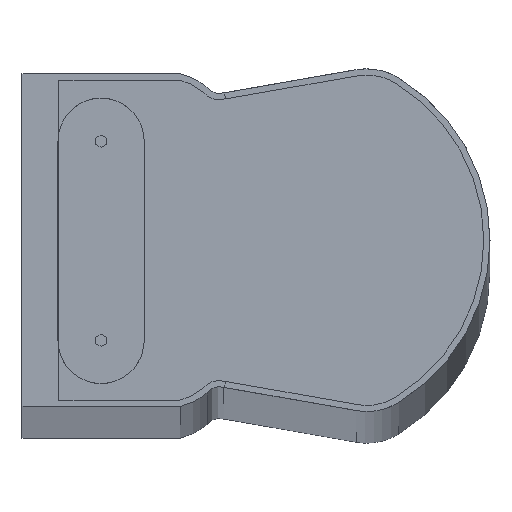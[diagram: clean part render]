
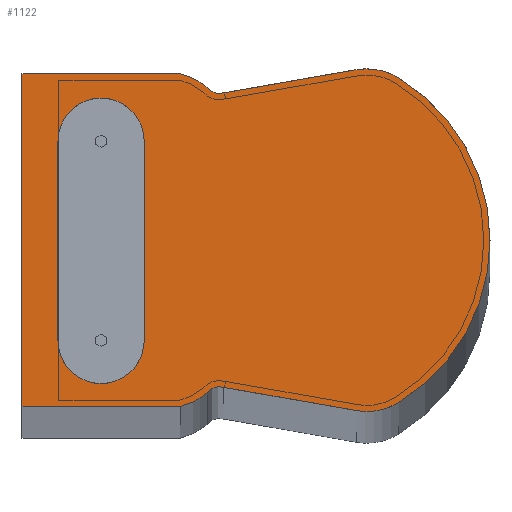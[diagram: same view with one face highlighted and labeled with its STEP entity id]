
A CAD part, top view. The second image highlights one B-rep face of the part: STEP entity #1122.
In plain terms, the highlighted face is planar.
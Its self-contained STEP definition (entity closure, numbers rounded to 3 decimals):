
#29 = VERTEX_POINT ( 'NONE', #1976 ) ;
#71 = AXIS2_PLACEMENT_3D ( 'NONE', #1421, #627, #1106 ) ;
#83 = VERTEX_POINT ( 'NONE', #1042 ) ;
#86 = CARTESIAN_POINT ( 'NONE',  ( -13.5, 737.5, 0. ) ) ;
#90 = CARTESIAN_POINT ( 'NONE',  ( 13.5, 737.5, -12.842 ) ) ;
#94 = EDGE_CURVE ( 'NONE', #1718, #1354, #879, .T. ) ;
#105 = VERTEX_POINT ( 'NONE', #566 ) ;
#115 = EDGE_CURVE ( 'NONE', #1792, #1465, #1748, .T. ) ;
#126 = EDGE_CURVE ( 'NONE', #105, #1548, #797, .T. ) ;
#181 = B_SPLINE_CURVE_WITH_KNOTS ( 'NONE', 2,
 ( #1561, #196, #324 ),
 .UNSPECIFIED., .F., .F.,
 ( 3, 3 ),
 ( 0.5, 0.501 ),
 .UNSPECIFIED. ) ;
#184 = EDGE_CURVE ( 'NONE', #1465, #29, #842, .T. ) ;
#189 = EDGE_CURVE ( 'NONE', #662, #105, #1874, .T. ) ;
#196 = CARTESIAN_POINT ( 'NONE',  ( 13.305, 737.5, -13.884 ) ) ;
#221 = ORIENTED_EDGE ( 'NONE', *, *, #94, .T. ) ;
#236 = CARTESIAN_POINT ( 'NONE',  ( 8.145, 737.5, -9.922 ) ) ;
#247 = DIRECTION ( 'NONE',  ( 0., 1., 0. ) ) ;
#268 = EDGE_CURVE ( 'NONE', #1548, #1910, #456, .T. ) ;
#274 = CARTESIAN_POINT ( 'NONE',  ( 13.111, 737.5, -16.024 ) ) ;
#282 = CIRCLE ( 'NONE', #1280, 1.218 ) ;
#293 = CARTESIAN_POINT ( 'NONE',  ( 13.188, 737.5, -30.59 ) ) ;
#310 = DIRECTION ( 'NONE',  ( 1., 0., 0. ) ) ;
#324 = CARTESIAN_POINT ( 'NONE',  ( 12.412, 737.5, -15.027 ) ) ;
#345 = PLANE ( 'NONE',  #878 ) ;
#404 = DIRECTION ( 'NONE',  ( 0., 1., 0. ) ) ;
#424 = EDGE_CURVE ( 'NONE', #1910, #662, #469, .T. ) ;
#444 = DIRECTION ( 'NONE',  ( 0., 1., 0. ) ) ;
#456 = LINE ( 'NONE', #1078, #963 ) ;
#469 = CIRCLE ( 'NONE', #1337, 3.501 ) ;
#483 = DIRECTION ( 'NONE',  ( 1., 0., 0. ) ) ;
#494 = FACE_BOUND ( 'NONE', #1507, .T. ) ;
#501 = DIRECTION ( 'NONE',  ( 1., 0., 0. ) ) ;
#506 = DIRECTION ( 'NONE',  ( -1., 0., 0. ) ) ;
#516 = ORIENTED_EDGE ( 'NONE', *, *, #268, .F. ) ;
#518 = EDGE_CURVE ( 'NONE', #1265, #1933, #1676, .T. ) ;
#528 = DIRECTION ( 'NONE',  ( 0.173, 0., -0.985 ) ) ;
#536 = AXIS2_PLACEMENT_3D ( 'NONE', #1356, #444, #721 ) ;
#542 = VECTOR ( 'NONE', #791, 1000. ) ;
#543 = DIRECTION ( 'NONE',  ( 0.173, 0., 0.985 ) ) ;
#565 = CARTESIAN_POINT ( 'NONE',  ( 13.841, 737.5, -27.124 ) ) ;
#566 = CARTESIAN_POINT ( 'NONE',  ( -8.032, 737.5, -9.922 ) ) ;
#571 = EDGE_CURVE ( 'NONE', #83, #1265, #831, .T. ) ;
#596 = EDGE_CURVE ( 'NONE', #989, #1701, #1404, .T. ) ;
#599 = CARTESIAN_POINT ( 'NONE',  ( -13.111, 737.5, -16.024 ) ) ;
#627 = DIRECTION ( 'NONE',  ( 0., 1., 0. ) ) ;
#661 = CARTESIAN_POINT ( 'NONE',  ( 12.412, 737.5, -15.027 ) ) ;
#662 = VERTEX_POINT ( 'NONE', #236 ) ;
#682 = ORIENTED_EDGE ( 'NONE', *, *, #126, .F. ) ;
#685 = LINE ( 'NONE', #825, #1854 ) ;
#687 = ORIENTED_EDGE ( 'NONE', *, *, #424, .F. ) ;
#703 = ORIENTED_EDGE ( 'NONE', *, *, #924, .T. ) ;
#707 = AXIS2_PLACEMENT_3D ( 'NONE', #822, #247, #1004 ) ;
#711 = ORIENTED_EDGE ( 'NONE', *, *, #1627, .T. ) ;
#714 = VECTOR ( 'NONE', #1831, 1000. ) ;
#720 = CARTESIAN_POINT ( 'NONE',  ( -13.833, 737.5, -27.12 ) ) ;
#721 = DIRECTION ( 'NONE',  ( 1., 0., 0. ) ) ;
#737 = VECTOR ( 'NONE', #1551, 1000. ) ;
#738 = CARTESIAN_POINT ( 'NONE',  ( -8.032, 737.5, -6.421 ) ) ;
#748 = ORIENTED_EDGE ( 'NONE', *, *, #1824, .T. ) ;
#774 = CIRCLE ( 'NONE', #71, 15.43 ) ;
#791 = DIRECTION ( 'NONE',  ( 0., 0., -1. ) ) ;
#797 = CIRCLE ( 'NONE', #1717, 3.501 ) ;
#808 = CARTESIAN_POINT ( 'NONE',  ( -13.5, 737.5, -2.998 ) ) ;
#814 = CARTESIAN_POINT ( 'NONE',  ( 13.5, 737.5, 0. ) ) ;
#816 = DIRECTION ( 'NONE',  ( 0., 1., 0. ) ) ;
#817 = CARTESIAN_POINT ( 'NONE',  ( -11.952, 737.5, -16.399 ) ) ;
#822 = CARTESIAN_POINT ( 'NONE',  ( -8.908, 737.5, -27.984 ) ) ;
#824 = CARTESIAN_POINT ( 'NONE',  ( 8.145, 737.5, -6.421 ) ) ;
#825 = CARTESIAN_POINT ( 'NONE',  ( 11.952, 737.5, -16.399 ) ) ;
#831 = LINE ( 'NONE', #86, #910 ) ;
#842 = B_SPLINE_CURVE_WITH_KNOTS ( 'NONE', 2,
 ( #1706, #1256, #1415 ),
 .UNSPECIFIED., .F., .F.,
 ( 3, 3 ),
 ( 0.499, 0.5 ),
 .UNSPECIFIED. ) ;
#851 = CARTESIAN_POINT ( 'NONE',  ( 8.145, 737.5, -2.92 ) ) ;
#865 = EDGE_LOOP ( 'NONE', ( #1462, #1016, #711, #703, #1763, #221, #748, #1916, #1074, #1473, #1388, #1461 ) ) ;
#878 = AXIS2_PLACEMENT_3D ( 'NONE', #968, #816, #506 ) ;
#879 = CIRCLE ( 'NONE', #536, 5. ) ;
#881 = ORIENTED_EDGE ( 'NONE', *, *, #189, .F. ) ;
#909 = DIRECTION ( 'NONE',  ( 0., -1., 0. ) ) ;
#910 = VECTOR ( 'NONE', #501, 1000. ) ;
#924 = EDGE_CURVE ( 'NONE', #1603, #1631, #282, .T. ) ;
#951 = CARTESIAN_POINT ( 'NONE',  ( -13.182, 737.5, -30.579 ) ) ;
#963 = VECTOR ( 'NONE', #310, 1000. ) ;
#968 = CARTESIAN_POINT ( 'NONE',  ( 0., 737.5, 0. ) ) ;
#989 = VERTEX_POINT ( 'NONE', #951 ) ;
#1004 = DIRECTION ( 'NONE',  ( -1., 0., 0. ) ) ;
#1016 = ORIENTED_EDGE ( 'NONE', *, *, #518, .T. ) ;
#1042 = CARTESIAN_POINT ( 'NONE',  ( -13.5, 737.5, 0. ) ) ;
#1062 = EDGE_CURVE ( 'NONE', #1631, #1718, #685, .T. ) ;
#1074 = ORIENTED_EDGE ( 'NONE', *, *, #1689, .T. ) ;
#1078 = CARTESIAN_POINT ( 'NONE',  ( 8.145, 737.5, -2.92 ) ) ;
#1106 = DIRECTION ( 'NONE',  ( -1., 0., 0. ) ) ;
#1115 = FACE_OUTER_BOUND ( 'NONE', #865, .T. ) ;
#1122 = ADVANCED_FACE ( 'NONE', ( #494, #1115 ), #345, .T. ) ;
#1179 = DIRECTION ( 'NONE',  ( 1., 0., 0. ) ) ;
#1230 = LINE ( 'NONE', #808, #714 ) ;
#1243 = CARTESIAN_POINT ( 'NONE',  ( 13.5, 737.5, 0. ) ) ;
#1247 = AXIS2_PLACEMENT_3D ( 'NONE', #599, #909, #1179 ) ;
#1256 = CARTESIAN_POINT ( 'NONE',  ( -13.305, 737.5, -13.884 ) ) ;
#1265 = VERTEX_POINT ( 'NONE', #1243 ) ;
#1280 = AXIS2_PLACEMENT_3D ( 'NONE', #274, #1514, #483 ) ;
#1320 = CARTESIAN_POINT ( 'NONE',  ( -13.833, 737.5, -27.12 ) ) ;
#1337 = AXIS2_PLACEMENT_3D ( 'NONE', #824, #1427, #1731 ) ;
#1354 = VERTEX_POINT ( 'NONE', #293 ) ;
#1356 = CARTESIAN_POINT ( 'NONE',  ( 8.917, 737.5, -27.991 ) ) ;
#1387 = CARTESIAN_POINT ( 'NONE',  ( 11.952, 737.5, -16.399 ) ) ;
#1388 = ORIENTED_EDGE ( 'NONE', *, *, #184, .T. ) ;
#1404 = CIRCLE ( 'NONE', #707, 5. ) ;
#1415 = CARTESIAN_POINT ( 'NONE',  ( -13.5, 737.5, -12.842 ) ) ;
#1421 = CARTESIAN_POINT ( 'NONE',  ( 0.007, 737.5, -22.57 ) ) ;
#1424 = CARTESIAN_POINT ( 'NONE',  ( -12.412, 737.5, -15.027 ) ) ;
#1427 = DIRECTION ( 'NONE',  ( 0., 1., 0. ) ) ;
#1461 = ORIENTED_EDGE ( 'NONE', *, *, #1837, .T. ) ;
#1462 = ORIENTED_EDGE ( 'NONE', *, *, #571, .T. ) ;
#1465 = VERTEX_POINT ( 'NONE', #1424 ) ;
#1473 = ORIENTED_EDGE ( 'NONE', *, *, #115, .T. ) ;
#1478 = VECTOR ( 'NONE', #543, 1000. ) ;
#1507 = EDGE_LOOP ( 'NONE', ( #687, #516, #682, #881 ) ) ;
#1514 = DIRECTION ( 'NONE',  ( 0., -1., 0. ) ) ;
#1548 = VERTEX_POINT ( 'NONE', #1702 ) ;
#1551 = DIRECTION ( 'NONE',  ( -1., 0., 0. ) ) ;
#1561 = CARTESIAN_POINT ( 'NONE',  ( 13.5, 737.5, -12.842 ) ) ;
#1603 = VERTEX_POINT ( 'NONE', #661 ) ;
#1627 = EDGE_CURVE ( 'NONE', #1933, #1603, #181, .T. ) ;
#1631 = VERTEX_POINT ( 'NONE', #1387 ) ;
#1636 = DIRECTION ( 'NONE',  ( -1., 0., 0. ) ) ;
#1676 = LINE ( 'NONE', #814, #542 ) ;
#1689 = EDGE_CURVE ( 'NONE', #1701, #1792, #1913, .T. ) ;
#1701 = VERTEX_POINT ( 'NONE', #1320 ) ;
#1702 = CARTESIAN_POINT ( 'NONE',  ( -8.032, 737.5, -2.92 ) ) ;
#1706 = CARTESIAN_POINT ( 'NONE',  ( -12.412, 737.5, -15.027 ) ) ;
#1717 = AXIS2_PLACEMENT_3D ( 'NONE', #738, #404, #1636 ) ;
#1718 = VERTEX_POINT ( 'NONE', #565 ) ;
#1731 = DIRECTION ( 'NONE',  ( -1., 0., 0. ) ) ;
#1748 = CIRCLE ( 'NONE', #1247, 1.218 ) ;
#1763 = ORIENTED_EDGE ( 'NONE', *, *, #1062, .T. ) ;
#1792 = VERTEX_POINT ( 'NONE', #817 ) ;
#1824 = EDGE_CURVE ( 'NONE', #1354, #989, #774, .T. ) ;
#1831 = DIRECTION ( 'NONE',  ( 0., 0., 1. ) ) ;
#1837 = EDGE_CURVE ( 'NONE', #29, #83, #1230, .T. ) ;
#1853 = CARTESIAN_POINT ( 'NONE',  ( 8.145, 737.5, -9.922 ) ) ;
#1854 = VECTOR ( 'NONE', #528, 1000. ) ;
#1874 = LINE ( 'NONE', #1853, #737 ) ;
#1910 = VERTEX_POINT ( 'NONE', #851 ) ;
#1913 = LINE ( 'NONE', #720, #1478 ) ;
#1916 = ORIENTED_EDGE ( 'NONE', *, *, #596, .T. ) ;
#1933 = VERTEX_POINT ( 'NONE', #90 ) ;
#1976 = CARTESIAN_POINT ( 'NONE',  ( -13.5, 737.5, -12.842 ) ) ;
